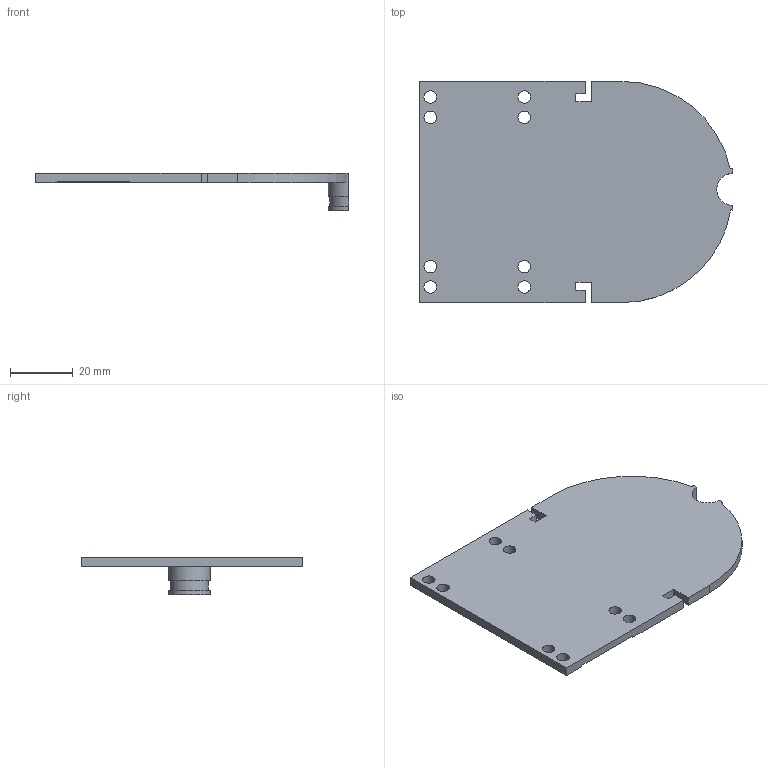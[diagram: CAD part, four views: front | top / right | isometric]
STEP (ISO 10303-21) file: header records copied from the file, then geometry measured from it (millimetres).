
FILE_DESCRIPTION (( 'STEP AP214' ), '1' );
FILE_NAME ('chassis_servo_9g_Seb_plat.STEP', '2017-12-18T21:15:26', ( '' ), ( '' ), 'SwSTEP 2.0', 'SolidWorks 2016', '' );
FILE_SCHEMA (( 'AUTOMOTIVE_DESIGN' ));
Length unit declared in the file: millimetre
Products named in the file (1): chassis_servo_9g_Seb_plat
Bounding box: 100.1 x 70.64 x 12 mm (x, y, z)
Volume: 18887.4 mm3; surface area: 14476 mm2
Topology: 1 solids, 1 shells, 52 faces, 150 edges, 100 vertices
Faces by surface type: plane 30, cylinder 21, bspline 1
Entity records: 1850 total; most frequent: CARTESIAN_POINT 376, ORIENTED_EDGE 300, DIRECTION 296, EDGE_CURVE 150, LINE 104, VECTOR 104, VERTEX_POINT 100, AXIS2_PLACEMENT_3D 96
